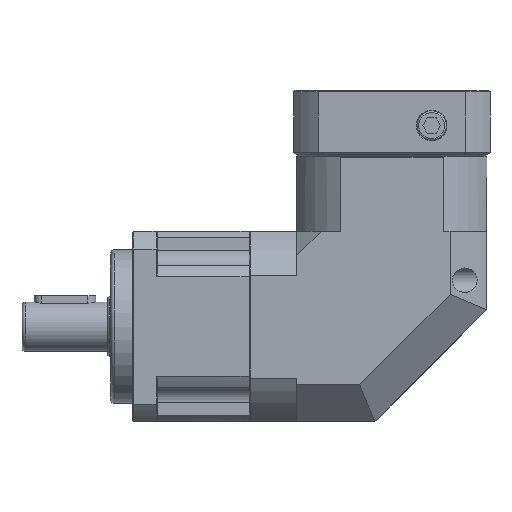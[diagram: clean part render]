
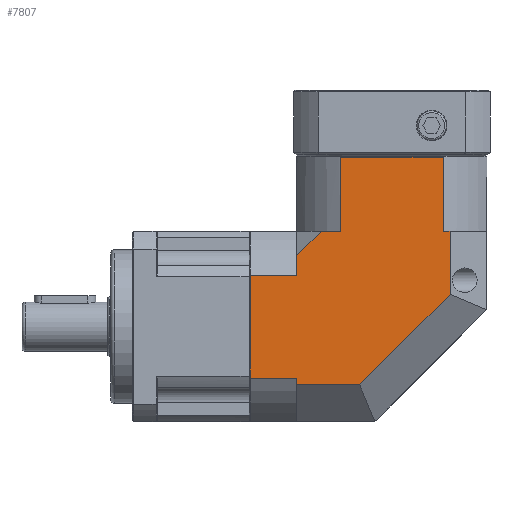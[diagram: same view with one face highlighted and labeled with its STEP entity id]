
A CAD part, left-side view. The second image highlights one B-rep face of the part: STEP entity #7807.
In plain terms, the highlighted planar face has unit normal (-1, 0, 0).
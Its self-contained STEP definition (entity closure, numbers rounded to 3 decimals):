
#7473=CARTESIAN_POINT('',(-31.,23.,31.));
#7474=VERTEX_POINT('',#7473);
#7481=CARTESIAN_POINT('',(-31.0,16.78,31.));
#7482=VERTEX_POINT('',#7481);
#7483=CARTESIAN_POINT('',(-31.0,23.,31.));
#7484=DIRECTION('',(0.0,-1.0,0.0));
#7485=VECTOR('',#7484,6.22);
#7486=LINE('',#7483,#7485);
#7487=EDGE_CURVE('',#7474,#7482,#7486,.T.);
#7504=CARTESIAN_POINT('',(-31.0,31.0,16.78));
#7505=VERTEX_POINT('',#7504);
#7506=CARTESIAN_POINT('',(-31.0,31.0,23.));
#7507=VERTEX_POINT('',#7506);
#7508=CARTESIAN_POINT('',(-31.0,31.0,16.78));
#7509=DIRECTION('',(0.0,0.0,1.0));
#7510=VECTOR('',#7509,6.22);
#7511=LINE('',#7508,#7510);
#7512=EDGE_CURVE('',#7505,#7507,#7511,.T.);
#7706=CARTESIAN_POINT('',(-31.0,-31.0,55.5));
#7707=DIRECTION('',(1.0,0.0,0.0));
#7708=DIRECTION('',(0.0,0.0,-1.0));
#7709=AXIS2_PLACEMENT_3D('',#7706,#7707,#7708);
#7710=PLANE('',#7709);
#7711=CARTESIAN_POINT('',(-31.0,31.,23.));
#7712=DIRECTION('',(0.0,-0.707,0.707));
#7713=VECTOR('',#7712,11.314);
#7714=LINE('',#7711,#7713);
#7715=EDGE_CURVE('',#7507,#7474,#7714,.T.);
#7716=ORIENTED_EDGE('',*,*,#7715,.F.);
#7717=ORIENTED_EDGE('',*,*,#7512,.F.);
#7718=CARTESIAN_POINT('',(-31.0,46.2,16.78));
#7719=VERTEX_POINT('',#7718);
#7720=CARTESIAN_POINT('',(-31.0,31.0,16.78));
#7721=DIRECTION('',(0.0,1.0,0.0));
#7722=VECTOR('',#7721,15.2);
#7723=LINE('',#7720,#7722);
#7724=EDGE_CURVE('',#7505,#7719,#7723,.T.);
#7725=ORIENTED_EDGE('',*,*,#7724,.T.);
#7726=CARTESIAN_POINT('',(-31.0,46.2,-16.78));
#7727=VERTEX_POINT('',#7726);
#7728=CARTESIAN_POINT('',(-31.0,46.2,16.78));
#7729=DIRECTION('',(0.0,0.0,-1.0));
#7730=VECTOR('',#7729,33.56);
#7731=LINE('',#7728,#7730);
#7732=EDGE_CURVE('',#7719,#7727,#7731,.T.);
#7733=ORIENTED_EDGE('',*,*,#7732,.T.);
#7734=CARTESIAN_POINT('',(-31.0,31.0,-16.78));
#7735=VERTEX_POINT('',#7734);
#7736=CARTESIAN_POINT('',(-31.0,31.0,-16.78));
#7737=DIRECTION('',(0.0,1.0,0.0));
#7738=VECTOR('',#7737,15.2);
#7739=LINE('',#7736,#7738);
#7740=EDGE_CURVE('',#7735,#7727,#7739,.T.);
#7741=ORIENTED_EDGE('',*,*,#7740,.F.);
#7742=CARTESIAN_POINT('',(-31.0,31.0,-19.));
#7743=VERTEX_POINT('',#7742);
#7744=CARTESIAN_POINT('',(-31.0,31.0,-19.));
#7745=DIRECTION('',(0.0,0.0,1.0));
#7746=VECTOR('',#7745,2.22);
#7747=LINE('',#7744,#7746);
#7748=EDGE_CURVE('',#7743,#7735,#7747,.T.);
#7749=ORIENTED_EDGE('',*,*,#7748,.F.);
#7750=CARTESIAN_POINT('',(-31.0,10.471,-19.));
#7751=VERTEX_POINT('',#7750);
#7752=CARTESIAN_POINT('',(-31.0,31.0,-19.));
#7753=DIRECTION('',(0.0,-1.0,0.0));
#7754=VECTOR('',#7753,20.529);
#7755=LINE('',#7752,#7754);
#7756=EDGE_CURVE('',#7743,#7751,#7755,.T.);
#7757=ORIENTED_EDGE('',*,*,#7756,.T.);
#7758=CARTESIAN_POINT('',(-31.0,-19.,10.471));
#7759=VERTEX_POINT('',#7758);
#7760=CARTESIAN_POINT('',(-31.0,10.471,-19.));
#7761=DIRECTION('',(0.0,-0.707,0.707));
#7762=VECTOR('',#7761,41.678);
#7763=LINE('',#7760,#7762);
#7764=EDGE_CURVE('',#7751,#7759,#7763,.T.);
#7765=ORIENTED_EDGE('',*,*,#7764,.T.);
#7766=CARTESIAN_POINT('',(-31.0,-19.,31.));
#7767=VERTEX_POINT('',#7766);
#7768=CARTESIAN_POINT('',(-31.0,-19.,10.471));
#7769=DIRECTION('',(0.0,0.0,1.0));
#7770=VECTOR('',#7769,20.529);
#7771=LINE('',#7768,#7770);
#7772=EDGE_CURVE('',#7759,#7767,#7771,.T.);
#7773=ORIENTED_EDGE('',*,*,#7772,.T.);
#7774=CARTESIAN_POINT('',(-31.0,-16.78,31.));
#7775=VERTEX_POINT('',#7774);
#7776=CARTESIAN_POINT('',(-31.0,-16.78,31.));
#7777=DIRECTION('',(0.0,-1.0,0.0));
#7778=VECTOR('',#7777,2.22);
#7779=LINE('',#7776,#7778);
#7780=EDGE_CURVE('',#7775,#7767,#7779,.T.);
#7781=ORIENTED_EDGE('',*,*,#7780,.F.);
#7782=CARTESIAN_POINT('',(-31.0,-16.78,55.2));
#7783=VERTEX_POINT('',#7782);
#7784=CARTESIAN_POINT('',(-31.0,-16.78,55.2));
#7785=DIRECTION('',(0.0,0.0,-1.0));
#7786=VECTOR('',#7785,24.2);
#7787=LINE('',#7784,#7786);
#7788=EDGE_CURVE('',#7783,#7775,#7787,.T.);
#7789=ORIENTED_EDGE('',*,*,#7788,.F.);
#7790=CARTESIAN_POINT('',(-31.0,16.78,55.2));
#7791=VERTEX_POINT('',#7790);
#7792=CARTESIAN_POINT('',(-31.0,-16.78,55.2));
#7793=DIRECTION('',(0.0,1.0,0.0));
#7794=VECTOR('',#7793,33.56);
#7795=LINE('',#7792,#7794);
#7796=EDGE_CURVE('',#7783,#7791,#7795,.T.);
#7797=ORIENTED_EDGE('',*,*,#7796,.T.);
#7798=CARTESIAN_POINT('',(-31.0,16.78,31.));
#7799=DIRECTION('',(0.0,0.0,1.0));
#7800=VECTOR('',#7799,24.2);
#7801=LINE('',#7798,#7800);
#7802=EDGE_CURVE('',#7482,#7791,#7801,.T.);
#7803=ORIENTED_EDGE('',*,*,#7802,.F.);
#7804=ORIENTED_EDGE('',*,*,#7487,.F.);
#7805=EDGE_LOOP('',(#7716,#7717,#7725,#7733,#7741,#7749,#7757,#7765,#7773,#7781,#7789,#7797,#7803,#7804));
#7806=FACE_OUTER_BOUND('',#7805,.T.);
#7807=ADVANCED_FACE('',(#7806),#7710,.F.);
